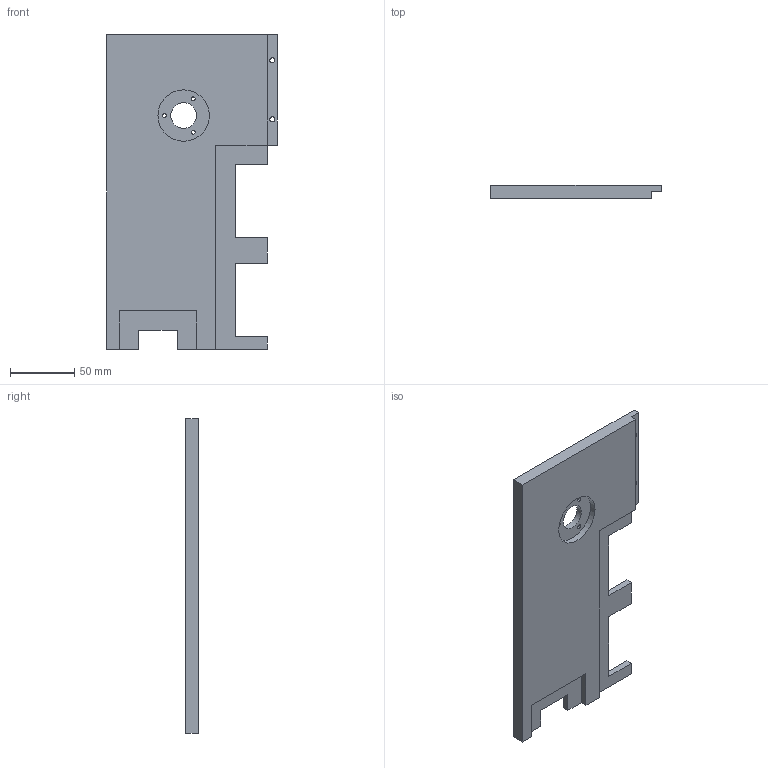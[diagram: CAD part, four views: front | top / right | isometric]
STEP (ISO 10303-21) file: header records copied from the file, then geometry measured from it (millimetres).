
FILE_DESCRIPTION(/* description */ (''),/* implementation_level */ '2;1');
FILE_NAME(/* name */ 'top_1.stp',/* time_stamp */ '2024-04-26T18:10:00+08:00',/* author */ ('Nitrene.P.L'),/* organization */ (''),/* preprocessor_version */ 'ST-DEVELOPER v19',/* originating_system */ 'Autodesk Inventor 2023',/* authorisation */ '');
FILE_SCHEMA (('AUTOMOTIVE_DESIGN { 1 0 10303 214 3 1 1 }'));
Length unit declared in the file: millimetre
Products named in the file (1): top_1
Bounding box: 133 x 10 x 245 mm (x, y, z)
Volume: 244304.3 mm3; surface area: 64944.5 mm2
Topology: 1 solids, 1 shells, 37 faces, 99 edges, 65 vertices
Faces by surface type: plane 30, cylinder 7
Full cylindrical faces by diameter (mm): 3 x3, 4 x2, 20 x1, 40 x1
Entity records: 1210 total; most frequent: CARTESIAN_POINT 202, ORIENTED_EDGE 198, DIRECTION 189, EDGE_CURVE 99, LINE 85, VECTOR 85, VERTEX_POINT 65, AXIS2_PLACEMENT_3D 52
